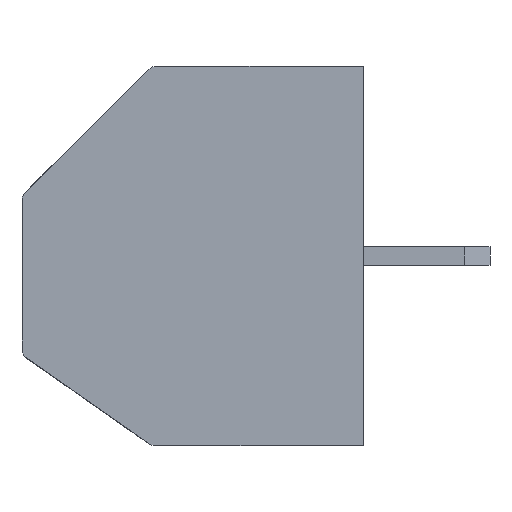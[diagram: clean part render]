
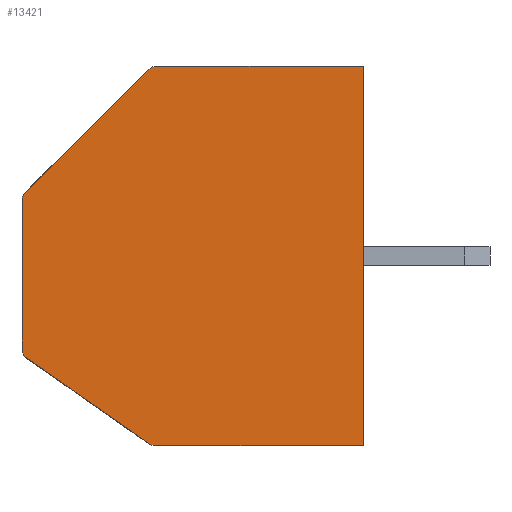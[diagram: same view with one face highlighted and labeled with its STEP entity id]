
A CAD part, left-side view. The second image highlights one B-rep face of the part: STEP entity #13421.
In plain terms, the highlighted planar face has unit normal (-1, 0, 0).
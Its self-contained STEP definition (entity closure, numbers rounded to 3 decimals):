
#20 = VERTEX_POINT ( 'NONE', #27186 ) ;
#280 = CARTESIAN_POINT ( 'NONE',  ( -3., 6.576, 6. ) ) ;
#417 = CARTESIAN_POINT ( 'NONE',  ( -3., 10.8, -6. ) ) ;
#469 = DIRECTION ( 'NONE',  ( 0., -1., 0. ) ) ;
#953 = EDGE_CURVE ( 'NONE', #17959, #30028, #30539, .T. ) ;
#1428 = VECTOR ( 'NONE', #1807, 1000. ) ;
#1514 = ORIENTED_EDGE ( 'NONE', *, *, #32376, .T. ) ;
#1637 = AXIS2_PLACEMENT_3D ( 'NONE', #29662, #9365, #11980 ) ;
#1807 = DIRECTION ( 'NONE',  ( 0., 0., 1. ) ) ;
#2172 = VECTOR ( 'NONE', #7978, 1000. ) ;
#2322 = DIRECTION ( 'NONE',  ( 0., -0.707, 0.707 ) ) ;
#2398 = LINE ( 'NONE', #417, #2172 ) ;
#3240 = VERTEX_POINT ( 'NONE', #15196 ) ;
#3273 = EDGE_CURVE ( 'NONE', #24083, #12304, #17470, .T. ) ;
#3386 = AXIS2_PLACEMENT_3D ( 'NONE', #7040, #22097, #17658 ) ;
#5084 = CARTESIAN_POINT ( 'NONE',  ( -3., 6.576, 5.7 ) ) ;
#5261 = LINE ( 'NONE', #32437, #23505 ) ;
#5315 = CIRCLE ( 'NONE', #12107, 0.3 ) ;
#5802 = DIRECTION ( 'NONE',  ( 0., 0.819, 0.574 ) ) ;
#5830 = CARTESIAN_POINT ( 'NONE',  ( -3., 10.712, 1.988 ) ) ;
#6524 = EDGE_LOOP ( 'NONE', ( #17390, #1514, #21711, #26926, #17603, #24131, #27637, #10862, #29092, #20199 ) ) ;
#6693 = VECTOR ( 'NONE', #29782, 1000. ) ;
#7040 = CARTESIAN_POINT ( 'NONE',  ( -3., 6.605, -5.7 ) ) ;
#7419 = AXIS2_PLACEMENT_3D ( 'NONE', #28101, #20112, #17486 ) ;
#7510 = AXIS2_PLACEMENT_3D ( 'NONE', #5084, #27317, #24876 ) ;
#7978 = DIRECTION ( 'NONE',  ( 0., -1., 0. ) ) ;
#9365 = DIRECTION ( 'NONE',  ( 1., 0., 0. ) ) ;
#9755 = VERTEX_POINT ( 'NONE', #30524 ) ;
#9870 = DIRECTION ( 'NONE',  ( -1., 0., 0. ) ) ;
#9911 = EDGE_CURVE ( 'NONE', #9755, #16212, #26213, .T. ) ;
#10592 = CARTESIAN_POINT ( 'NONE',  ( -3., 0., 6. ) ) ;
#10862 = ORIENTED_EDGE ( 'NONE', *, *, #18024, .T. ) ;
#11357 = VERTEX_POINT ( 'NONE', #17382 ) ;
#11980 = DIRECTION ( 'NONE',  ( 0., 0., -1. ) ) ;
#12107 = AXIS2_PLACEMENT_3D ( 'NONE', #26890, #9870, #19839 ) ;
#12304 = VERTEX_POINT ( 'NONE', #28647 ) ;
#13421 = ADVANCED_FACE ( 'NONE', ( #19176 ), #16879, .F. ) ;
#14156 = CARTESIAN_POINT ( 'NONE',  ( -3., 6.788, 5.912 ) ) ;
#14217 = VECTOR ( 'NONE', #2322, 1000. ) ;
#15196 = CARTESIAN_POINT ( 'NONE',  ( -3., 10.672, -3.219 ) ) ;
#16212 = VERTEX_POINT ( 'NONE', #28661 ) ;
#16879 = PLANE ( 'NONE',  #1637 ) ;
#17037 = CARTESIAN_POINT ( 'NONE',  ( -3., 0., -6. ) ) ;
#17382 = CARTESIAN_POINT ( 'NONE',  ( -3., 6.605, -6. ) ) ;
#17390 = ORIENTED_EDGE ( 'NONE', *, *, #23431, .F. ) ;
#17470 = LINE ( 'NONE', #10592, #6693 ) ;
#17486 = DIRECTION ( 'NONE',  ( 0., 0., -1. ) ) ;
#17519 = CIRCLE ( 'NONE', #3386, 0.3 ) ;
#17603 = ORIENTED_EDGE ( 'NONE', *, *, #25082, .F. ) ;
#17658 = DIRECTION ( 'NONE',  ( 0., 0., -1. ) ) ;
#17959 = VERTEX_POINT ( 'NONE', #280 ) ;
#18024 = EDGE_CURVE ( 'NONE', #20082, #16212, #21528, .T. ) ;
#19176 = FACE_OUTER_BOUND ( 'NONE', #6524, .T. ) ;
#19839 = DIRECTION ( 'NONE',  ( 0., 0., -1. ) ) ;
#20082 = VERTEX_POINT ( 'NONE', #5830 ) ;
#20112 = DIRECTION ( 'NONE',  ( -1., 0., 0. ) ) ;
#20199 = ORIENTED_EDGE ( 'NONE', *, *, #27245, .T. ) ;
#20538 = LINE ( 'NONE', #25601, #24397 ) ;
#21528 = CIRCLE ( 'NONE', #7419, 0.3 ) ;
#21711 = ORIENTED_EDGE ( 'NONE', *, *, #27736, .T. ) ;
#22097 = DIRECTION ( 'NONE',  ( -1., 0., 0. ) ) ;
#23431 = EDGE_CURVE ( 'NONE', #20, #3240, #20538, .T. ) ;
#23476 = CARTESIAN_POINT ( 'NONE',  ( -3., 10.8, 1.9 ) ) ;
#23505 = VECTOR ( 'NONE', #469, 1000. ) ;
#24083 = VERTEX_POINT ( 'NONE', #17037 ) ;
#24131 = ORIENTED_EDGE ( 'NONE', *, *, #953, .T. ) ;
#24397 = VECTOR ( 'NONE', #5802, 1000. ) ;
#24876 = DIRECTION ( 'NONE',  ( 0., 0., -1. ) ) ;
#25082 = EDGE_CURVE ( 'NONE', #17959, #12304, #5261, .T. ) ;
#25601 = CARTESIAN_POINT ( 'NONE',  ( -3., 10.8, -3.129 ) ) ;
#26213 = LINE ( 'NONE', #26375, #1428 ) ;
#26238 = LINE ( 'NONE', #23476, #14217 ) ;
#26375 = CARTESIAN_POINT ( 'NONE',  ( -3., 10.8, 6. ) ) ;
#26890 = CARTESIAN_POINT ( 'NONE',  ( -3., 10.5, -2.973 ) ) ;
#26926 = ORIENTED_EDGE ( 'NONE', *, *, #3273, .T. ) ;
#27109 = EDGE_CURVE ( 'NONE', #20082, #30028, #26238, .T. ) ;
#27186 = CARTESIAN_POINT ( 'NONE',  ( -3., 6.777, -5.946 ) ) ;
#27245 = EDGE_CURVE ( 'NONE', #9755, #3240, #5315, .T. ) ;
#27317 = DIRECTION ( 'NONE',  ( -1., 0., 0. ) ) ;
#27637 = ORIENTED_EDGE ( 'NONE', *, *, #27109, .F. ) ;
#27736 = EDGE_CURVE ( 'NONE', #11357, #24083, #2398, .T. ) ;
#28101 = CARTESIAN_POINT ( 'NONE',  ( -3., 10.5, 1.776 ) ) ;
#28647 = CARTESIAN_POINT ( 'NONE',  ( -3., 0., 6. ) ) ;
#28661 = CARTESIAN_POINT ( 'NONE',  ( -3., 10.8, 1.776 ) ) ;
#29092 = ORIENTED_EDGE ( 'NONE', *, *, #9911, .F. ) ;
#29662 = CARTESIAN_POINT ( 'NONE',  ( -3., 10.8, 6. ) ) ;
#29782 = DIRECTION ( 'NONE',  ( 0., 0., 1. ) ) ;
#30028 = VERTEX_POINT ( 'NONE', #14156 ) ;
#30524 = CARTESIAN_POINT ( 'NONE',  ( -3., 10.8, -2.973 ) ) ;
#30539 = CIRCLE ( 'NONE', #7510, 0.3 ) ;
#32376 = EDGE_CURVE ( 'NONE', #20, #11357, #17519, .T. ) ;
#32437 = CARTESIAN_POINT ( 'NONE',  ( -3., 10.8, 6. ) ) ;
